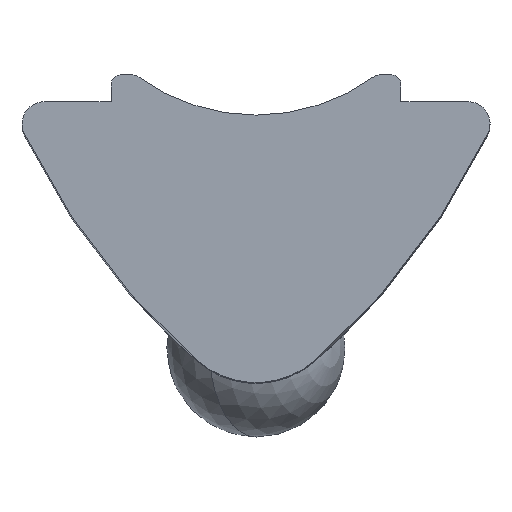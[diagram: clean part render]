
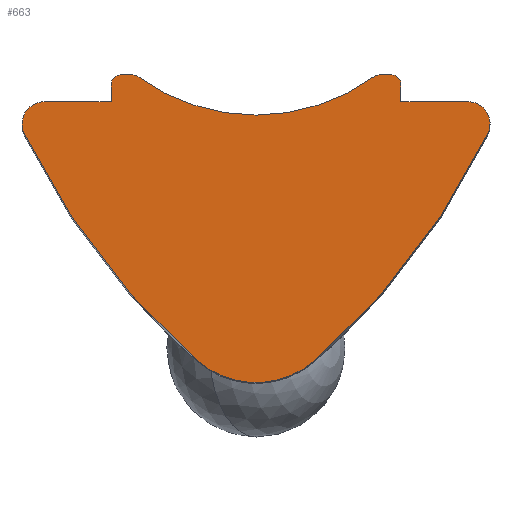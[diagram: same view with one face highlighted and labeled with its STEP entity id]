
A CAD part, top view. The second image highlights one B-rep face of the part: STEP entity #663.
In plain terms, the highlighted planar face has unit normal (0, 0, 1).
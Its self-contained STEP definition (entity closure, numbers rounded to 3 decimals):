
#2 = CARTESIAN_POINT ( 'NONE',  ( -3.25, 0., 8.5 ) ) ;
#6 = CARTESIAN_POINT ( 'NONE',  ( -3.25, 0., 8.5 ) ) ;
#21 = DIRECTION ( 'NONE',  ( 1., 0., 0. ) ) ;
#24 = AXIS2_PLACEMENT_3D ( 'NONE', #1294, #1145, #1140 ) ;
#26 = DIRECTION ( 'NONE',  ( 0., 0., 1. ) ) ;
#37 = CARTESIAN_POINT ( 'NONE',  ( -4.75, -0.5, 8.5 ) ) ;
#50 = VERTEX_POINT ( 'NONE', #1669 ) ;
#82 = CARTESIAN_POINT ( 'NONE',  ( 3.25, 0., 8.5 ) ) ;
#128 = VERTEX_POINT ( 'NONE', #1866 ) ;
#131 = AXIS2_PLACEMENT_3D ( 'NONE', #392, #364, #315 ) ;
#138 = DIRECTION ( 'NONE',  ( 1., 0., 0. ) ) ;
#154 = DIRECTION ( 'NONE',  ( 0., 0., 1. ) ) ;
#159 = CARTESIAN_POINT ( 'NONE',  ( 9.203, 6.25, 8.5 ) ) ;
#163 = CARTESIAN_POINT ( 'NONE',  ( -3.25, 0.6, 8.5 ) ) ;
#176 = DIRECTION ( 'NONE',  ( -1., 0., 0. ) ) ;
#177 = ORIENTED_EDGE ( 'NONE', *, *, #1165, .T. ) ;
#190 = ORIENTED_EDGE ( 'NONE', *, *, #1496, .T. ) ;
#244 = AXIS2_PLACEMENT_3D ( 'NONE', #985, #790, #748 ) ;
#247 = CARTESIAN_POINT ( 'NONE',  ( -4.75, 0., 8.5 ) ) ;
#255 = CARTESIAN_POINT ( 'NONE',  ( -2.766, 0.6, 8.5 ) ) ;
#269 = EDGE_LOOP ( 'NONE', ( #2007, #1822, #1570, #190, #1323, #2015, #368, #617, #680, #656, #1578, #554, #984, #1977, #1776, #1532, #177 ) ) ;
#315 = DIRECTION ( 'NONE',  ( 1., 0., 0. ) ) ;
#332 = CARTESIAN_POINT ( 'NONE',  ( 3.05, 0.4, 8.5 ) ) ;
#338 = AXIS2_PLACEMENT_3D ( 'NONE', #332, #485, #484 ) ;
#364 = DIRECTION ( 'NONE',  ( 0., 0., 1. ) ) ;
#368 = ORIENTED_EDGE ( 'NONE', *, *, #946, .T. ) ;
#369 = EDGE_CURVE ( 'NONE', #709, #456, #1848, .T. ) ;
#380 = CIRCLE ( 'NONE', #131, 0.2 ) ;
#389 = EDGE_CURVE ( 'NONE', #1619, #1163, #1748, .T. ) ;
#392 = CARTESIAN_POINT ( 'NONE',  ( -2.766, 0.4, 8.5 ) ) ;
#409 = DIRECTION ( 'NONE',  ( 1., 0., 0. ) ) ;
#416 = DIRECTION ( 'NONE',  ( 0., 0., 1. ) ) ;
#420 = CARTESIAN_POINT ( 'NONE',  ( -2.648, 0.562, 8.5 ) ) ;
#424 = CARTESIAN_POINT ( 'NONE',  ( -4.75, -0.5, 8.5 ) ) ;
#425 = EDGE_CURVE ( 'NONE', #1017, #128, #1717, .T. ) ;
#441 = AXIS2_PLACEMENT_3D ( 'NONE', #159, #154, #138 ) ;
#456 = VERTEX_POINT ( 'NONE', #983 ) ;
#472 = CARTESIAN_POINT ( 'NONE',  ( -4.75, -0.5, 8.5 ) ) ;
#484 = DIRECTION ( 'NONE',  ( 1., 0., 0. ) ) ;
#485 = DIRECTION ( 'NONE',  ( 0., 0., 1. ) ) ;
#492 = EDGE_CURVE ( 'NONE', #1937, #644, #1611, .T. ) ;
#504 = VERTEX_POINT ( 'NONE', #1012 ) ;
#547 = AXIS2_PLACEMENT_3D ( 'NONE', #753, #746, #588 ) ;
#554 = ORIENTED_EDGE ( 'NONE', *, *, #492, .T. ) ;
#588 = DIRECTION ( 'NONE',  ( 1., 0., 0. ) ) ;
#617 = ORIENTED_EDGE ( 'NONE', *, *, #425, .T. ) ;
#644 = VERTEX_POINT ( 'NONE', #1897 ) ;
#649 = CIRCLE ( 'NONE', #1406, 0.5 ) ;
#656 = ORIENTED_EDGE ( 'NONE', *, *, #1026, .T. ) ;
#663 = ADVANCED_FACE ( 'NONE', ( #1288 ), #1452, .T. ) ;
#670 = EDGE_CURVE ( 'NONE', #1882, #1619, #1379, .T. ) ;
#679 = CARTESIAN_POINT ( 'NONE',  ( 2.648, 0.562, 8.5 ) ) ;
#680 = ORIENTED_EDGE ( 'NONE', *, *, #1695, .T. ) ;
#709 = VERTEX_POINT ( 'NONE', #255 ) ;
#728 = EDGE_CURVE ( 'NONE', #1163, #931, #1198, .T. ) ;
#742 = VERTEX_POINT ( 'NONE', #864 ) ;
#746 = DIRECTION ( 'NONE',  ( 0., 0., 1. ) ) ;
#748 = DIRECTION ( 'NONE',  ( -1., 0., 0. ) ) ;
#753 = CARTESIAN_POINT ( 'NONE',  ( -3.05, 0.4, 8.5 ) ) ;
#767 = CIRCLE ( 'NONE', #781, 0.5 ) ;
#781 = AXIS2_PLACEMENT_3D ( 'NONE', #37, #26, #21 ) ;
#790 = DIRECTION ( 'NONE',  ( 0., 0., 1. ) ) ;
#794 = CIRCLE ( 'NONE', #441, 16. ) ;
#864 = CARTESIAN_POINT ( 'NONE',  ( -3.25, 0., 8.5 ) ) ;
#873 = VECTOR ( 'NONE', #936, 1000. ) ;
#876 = VERTEX_POINT ( 'NONE', #1089 ) ;
#879 = EDGE_CURVE ( 'NONE', #1918, #1937, #951, .T. ) ;
#880 = EDGE_CURVE ( 'NONE', #456, #50, #898, .T. ) ;
#898 = CIRCLE ( 'NONE', #547, 0.2 ) ;
#931 = VERTEX_POINT ( 'NONE', #420 ) ;
#936 = DIRECTION ( 'NONE',  ( -1., 0., 0. ) ) ;
#946 = EDGE_CURVE ( 'NONE', #876, #1017, #794, .T. ) ;
#951 = LINE ( 'NONE', #1234, #873 ) ;
#962 = EDGE_CURVE ( 'NONE', #1574, #876, #767, .T. ) ;
#983 = CARTESIAN_POINT ( 'NONE',  ( -3.05, 0.6, 8.5 ) ) ;
#984 = ORIENTED_EDGE ( 'NONE', *, *, #1733, .T. ) ;
#985 = CARTESIAN_POINT ( 'NONE',  ( -9.203, 6.25, 8.5 ) ) ;
#1000 = DIRECTION ( 'NONE',  ( 1., 0., 0. ) ) ;
#1012 = CARTESIAN_POINT ( 'NONE',  ( 5.2, -0.718, 8.5 ) ) ;
#1017 = VERTEX_POINT ( 'NONE', #1372 ) ;
#1019 = CARTESIAN_POINT ( 'NONE',  ( -5.25, -0.5, 8.5 ) ) ;
#1025 = CIRCLE ( 'NONE', #244, 16. ) ;
#1026 = EDGE_CURVE ( 'NONE', #504, #1918, #649, .T. ) ;
#1039 = CARTESIAN_POINT ( 'NONE',  ( 2.766, 0.6, 8.5 ) ) ;
#1087 = DIRECTION ( 'NONE',  ( -1., 0., 0. ) ) ;
#1089 = CARTESIAN_POINT ( 'NONE',  ( -5.2, -0.718, 8.5 ) ) ;
#1097 = DIRECTION ( 'NONE',  ( 0., 0., 1. ) ) ;
#1140 = DIRECTION ( 'NONE',  ( 1., 0., 0. ) ) ;
#1145 = DIRECTION ( 'NONE',  ( 0., 0., 1. ) ) ;
#1163 = VERTEX_POINT ( 'NONE', #679 ) ;
#1165 = EDGE_CURVE ( 'NONE', #931, #709, #380, .T. ) ;
#1173 = DIRECTION ( 'NONE',  ( 1., 0., 0. ) ) ;
#1180 = DIRECTION ( 'NONE',  ( 0., -1., 0. ) ) ;
#1198 = CIRCLE ( 'NONE', #1441, 4.5 ) ;
#1221 = CARTESIAN_POINT ( 'NONE',  ( 4.75, -0.5, 8.5 ) ) ;
#1234 = CARTESIAN_POINT ( 'NONE',  ( 4.75, 0., 8.5 ) ) ;
#1272 = VECTOR ( 'NONE', #1824, 1000. ) ;
#1285 = DIRECTION ( 'NONE',  ( 1., 0., 0. ) ) ;
#1286 = CARTESIAN_POINT ( 'NONE',  ( 2.766, 0.4, 8.5 ) ) ;
#1288 = FACE_OUTER_BOUND ( 'NONE', #269, .T. ) ;
#1289 = VECTOR ( 'NONE', #1790, 1000. ) ;
#1294 = CARTESIAN_POINT ( 'NONE',  ( 0., -4.3, 8.5 ) ) ;
#1311 = DIRECTION ( 'NONE',  ( 0., 0., -1. ) ) ;
#1323 = ORIENTED_EDGE ( 'NONE', *, *, #1389, .T. ) ;
#1337 = VERTEX_POINT ( 'NONE', #247 ) ;
#1344 = AXIS2_PLACEMENT_3D ( 'NONE', #472, #1432, #1285 ) ;
#1372 = CARTESIAN_POINT ( 'NONE',  ( -1.315, -5.807, 8.5 ) ) ;
#1379 = LINE ( 'NONE', #1928, #1289 ) ;
#1389 = EDGE_CURVE ( 'NONE', #1337, #1574, #1934, .T. ) ;
#1406 = AXIS2_PLACEMENT_3D ( 'NONE', #1221, #1097, #1087 ) ;
#1423 = VECTOR ( 'NONE', #1180, 1000. ) ;
#1432 = DIRECTION ( 'NONE',  ( 0., 0., 1. ) ) ;
#1441 = AXIS2_PLACEMENT_3D ( 'NONE', #1464, #1311, #1000 ) ;
#1450 = CIRCLE ( 'NONE', #338, 0.2 ) ;
#1452 = PLANE ( 'NONE',  #1344 ) ;
#1464 = CARTESIAN_POINT ( 'NONE',  ( 0., 4.2, 8.5 ) ) ;
#1496 = EDGE_CURVE ( 'NONE', #742, #1337, #1588, .T. ) ;
#1532 = ORIENTED_EDGE ( 'NONE', *, *, #728, .T. ) ;
#1545 = EDGE_CURVE ( 'NONE', #50, #742, #1636, .T. ) ;
#1558 = VECTOR ( 'NONE', #1676, 1000. ) ;
#1570 = ORIENTED_EDGE ( 'NONE', *, *, #1545, .T. ) ;
#1574 = VERTEX_POINT ( 'NONE', #1019 ) ;
#1578 = ORIENTED_EDGE ( 'NONE', *, *, #879, .T. ) ;
#1582 = CARTESIAN_POINT ( 'NONE',  ( 4.75, 0., 8.5 ) ) ;
#1588 = LINE ( 'NONE', #6, #1272 ) ;
#1592 = AXIS2_PLACEMENT_3D ( 'NONE', #424, #416, #409 ) ;
#1600 = CARTESIAN_POINT ( 'NONE',  ( 3.25, 0., 8.5 ) ) ;
#1611 = LINE ( 'NONE', #82, #1558 ) ;
#1619 = VERTEX_POINT ( 'NONE', #1039 ) ;
#1628 = DIRECTION ( 'NONE',  ( 0., 0., 1. ) ) ;
#1636 = LINE ( 'NONE', #2, #1423 ) ;
#1669 = CARTESIAN_POINT ( 'NONE',  ( -3.25, 0.4, 8.5 ) ) ;
#1676 = DIRECTION ( 'NONE',  ( 0., 1., 0. ) ) ;
#1695 = EDGE_CURVE ( 'NONE', #128, #504, #1025, .T. ) ;
#1717 = CIRCLE ( 'NONE', #24, 2. ) ;
#1733 = EDGE_CURVE ( 'NONE', #644, #1882, #1450, .T. ) ;
#1737 = CARTESIAN_POINT ( 'NONE',  ( 3.05, 0.6, 8.5 ) ) ;
#1748 = CIRCLE ( 'NONE', #1947, 0.2 ) ;
#1776 = ORIENTED_EDGE ( 'NONE', *, *, #389, .T. ) ;
#1790 = DIRECTION ( 'NONE',  ( -1., 0., 0. ) ) ;
#1822 = ORIENTED_EDGE ( 'NONE', *, *, #880, .T. ) ;
#1824 = DIRECTION ( 'NONE',  ( -1., 0., 0. ) ) ;
#1848 = LINE ( 'NONE', #163, #1850 ) ;
#1850 = VECTOR ( 'NONE', #176, 1000. ) ;
#1866 = CARTESIAN_POINT ( 'NONE',  ( 1.315, -5.807, 8.5 ) ) ;
#1882 = VERTEX_POINT ( 'NONE', #1737 ) ;
#1897 = CARTESIAN_POINT ( 'NONE',  ( 3.25, 0.4, 8.5 ) ) ;
#1918 = VERTEX_POINT ( 'NONE', #1582 ) ;
#1928 = CARTESIAN_POINT ( 'NONE',  ( 3.25, 0.6, 8.5 ) ) ;
#1934 = CIRCLE ( 'NONE', #1592, 0.5 ) ;
#1937 = VERTEX_POINT ( 'NONE', #1600 ) ;
#1947 = AXIS2_PLACEMENT_3D ( 'NONE', #1286, #1628, #1173 ) ;
#1977 = ORIENTED_EDGE ( 'NONE', *, *, #670, .T. ) ;
#2007 = ORIENTED_EDGE ( 'NONE', *, *, #369, .T. ) ;
#2015 = ORIENTED_EDGE ( 'NONE', *, *, #962, .T. ) ;
